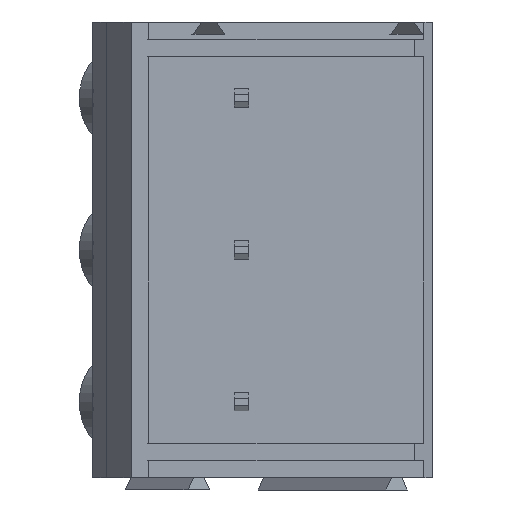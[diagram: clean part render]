
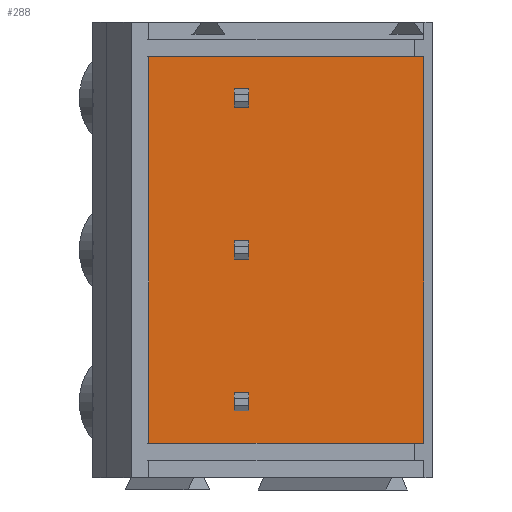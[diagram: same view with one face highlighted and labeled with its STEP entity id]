
A CAD part, front view. The second image highlights one B-rep face of the part: STEP entity #288.
In plain terms, the highlighted planar face has unit normal (0, -1, 0).
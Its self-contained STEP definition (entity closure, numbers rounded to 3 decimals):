
#288 = ADVANCED_FACE( '', ( #685, #686, #687, #688 ), #689, .T. );
#685 = FACE_BOUND( '', #1201, .T. );
#686 = FACE_BOUND( '', #1202, .T. );
#687 = FACE_BOUND( '', #1203, .T. );
#688 = FACE_OUTER_BOUND( '', #1204, .T. );
#689 = PLANE( '', #1205 );
#1201 = EDGE_LOOP( '', ( #1994, #1995, #1996, #1997 ) );
#1202 = EDGE_LOOP( '', ( #1998, #1999, #2000, #2001 ) );
#1203 = EDGE_LOOP( '', ( #2002, #2003, #2004, #2005 ) );
#1204 = EDGE_LOOP( '', ( #2006, #2007, #2008, #2009 ) );
#1205 = AXIS2_PLACEMENT_3D( '', #2010, #2011, #2012 );
#1994 = ORIENTED_EDGE( '', *, *, #3227, .F. );
#1995 = ORIENTED_EDGE( '', *, *, #3228, .F. );
#1996 = ORIENTED_EDGE( '', *, *, #3184, .F. );
#1997 = ORIENTED_EDGE( '', *, *, #3229, .F. );
#1998 = ORIENTED_EDGE( '', *, *, #3230, .F. );
#1999 = ORIENTED_EDGE( '', *, *, #3041, .F. );
#2000 = ORIENTED_EDGE( '', *, *, #3212, .F. );
#2001 = ORIENTED_EDGE( '', *, *, #3231, .F. );
#2002 = ORIENTED_EDGE( '', *, *, #3188, .F. );
#2003 = ORIENTED_EDGE( '', *, *, #3132, .F. );
#2004 = ORIENTED_EDGE( '', *, *, #3232, .F. );
#2005 = ORIENTED_EDGE( '', *, *, #3233, .F. );
#2006 = ORIENTED_EDGE( '', *, *, #3128, .T. );
#2007 = ORIENTED_EDGE( '', *, *, #3170, .T. );
#2008 = ORIENTED_EDGE( '', *, *, #3234, .F. );
#2009 = ORIENTED_EDGE( '', *, *, #3235, .T. );
#2010 = CARTESIAN_POINT( '', ( 445.322, 32.361, 58.583 ) );
#2011 = DIRECTION( '', ( 0., -1., 0. ) );
#2012 = DIRECTION( '', ( 1., 0., 0. ) );
#3041 = EDGE_CURVE( '', #3643, #3646, #3647, .T. );
#3128 = EDGE_CURVE( '', #3794, #3792, #3795, .T. );
#3132 = EDGE_CURVE( '', #3798, #3801, #3802, .T. );
#3170 = EDGE_CURVE( '', #3792, #3860, #3862, .T. );
#3184 = EDGE_CURVE( '', #3879, #3882, #3883, .T. );
#3188 = EDGE_CURVE( '', #3801, #3888, #3889, .T. );
#3212 = EDGE_CURVE( '', #3920, #3643, #3923, .T. );
#3227 = EDGE_CURVE( '', #3945, #3946, #3947, .T. );
#3228 = EDGE_CURVE( '', #3882, #3945, #3948, .T. );
#3229 = EDGE_CURVE( '', #3946, #3879, #3949, .T. );
#3230 = EDGE_CURVE( '', #3646, #3950, #3951, .T. );
#3231 = EDGE_CURVE( '', #3950, #3920, #3952, .T. );
#3232 = EDGE_CURVE( '', #3953, #3798, #3954, .T. );
#3233 = EDGE_CURVE( '', #3888, #3953, #3955, .T. );
#3234 = EDGE_CURVE( '', #3956, #3860, #3957, .T. );
#3235 = EDGE_CURVE( '', #3956, #3794, #3958, .T. );
#3643 = VERTEX_POINT( '', #4487 );
#3646 = VERTEX_POINT( '', #4491 );
#3647 = LINE( '', #4492, #4493 );
#3792 = VERTEX_POINT( '', #4704 );
#3794 = VERTEX_POINT( '', #4707 );
#3795 = LINE( '', #4708, #4709 );
#3798 = VERTEX_POINT( '', #4713 );
#3801 = VERTEX_POINT( '', #4717 );
#3802 = LINE( '', #4718, #4719 );
#3860 = VERTEX_POINT( '', #4805 );
#3862 = LINE( '', #4808, #4809 );
#3879 = VERTEX_POINT( '', #4833 );
#3882 = VERTEX_POINT( '', #4837 );
#3883 = LINE( '', #4838, #4839 );
#3888 = VERTEX_POINT( '', #4846 );
#3889 = LINE( '', #4847, #4848 );
#3920 = VERTEX_POINT( '', #4896 );
#3923 = LINE( '', #4900, #4901 );
#3945 = VERTEX_POINT( '', #4933 );
#3946 = VERTEX_POINT( '', #4934 );
#3947 = LINE( '', #4935, #4936 );
#3948 = LINE( '', #4937, #4938 );
#3949 = LINE( '', #4939, #4940 );
#3950 = VERTEX_POINT( '', #4941 );
#3951 = LINE( '', #4942, #4943 );
#3952 = LINE( '', #4944, #4945 );
#3953 = VERTEX_POINT( '', #4946 );
#3954 = LINE( '', #4947, #4948 );
#3955 = LINE( '', #4949, #4950 );
#3956 = VERTEX_POINT( '', #4951 );
#3957 = LINE( '', #4952, #4953 );
#3958 = LINE( '', #4954, #4955 );
#4487 = CARTESIAN_POINT( '', ( 435.975, 32.361, 47.783 ) );
#4491 = CARTESIAN_POINT( '', ( 435.975, 32.361, 46.883 ) );
#4492 = CARTESIAN_POINT( '', ( 435.975, 32.361, 58.583 ) );
#4493 = VECTOR( '', #5560, 1000. );
#4704 = CARTESIAN_POINT( '', ( 431.284, 32.361, 56.883 ) );
#4707 = CARTESIAN_POINT( '', ( 445.322, 32.361, 56.883 ) );
#4708 = CARTESIAN_POINT( '', ( 444.228, 32.361, 56.883 ) );
#4709 = VECTOR( '', #5631, 1000. );
#4713 = CARTESIAN_POINT( '', ( 435.975, 32.361, 55.283 ) );
#4717 = CARTESIAN_POINT( '', ( 435.975, 32.361, 54.383 ) );
#4718 = CARTESIAN_POINT( '', ( 435.975, 32.361, 58.583 ) );
#4719 = VECTOR( '', #5634, 1000. );
#4805 = CARTESIAN_POINT( '', ( 431.284, 32.361, 37.783 ) );
#4808 = CARTESIAN_POINT( '', ( 431.284, 32.361, 36.083 ) );
#4809 = VECTOR( '', #5664, 1000. );
#4833 = CARTESIAN_POINT( '', ( 436.675, 32.361, 40.283 ) );
#4837 = CARTESIAN_POINT( '', ( 435.975, 32.361, 40.283 ) );
#4838 = CARTESIAN_POINT( '', ( 445.322, 32.361, 40.283 ) );
#4839 = VECTOR( '', #5676, 1000. );
#4846 = CARTESIAN_POINT( '', ( 436.675, 32.361, 54.383 ) );
#4847 = CARTESIAN_POINT( '', ( 445.322, 32.361, 54.383 ) );
#4848 = VECTOR( '', #5679, 1000. );
#4896 = CARTESIAN_POINT( '', ( 436.675, 32.361, 47.783 ) );
#4900 = CARTESIAN_POINT( '', ( 445.322, 32.361, 47.783 ) );
#4901 = VECTOR( '', #5698, 1000. );
#4933 = CARTESIAN_POINT( '', ( 435.975, 32.361, 39.383 ) );
#4934 = CARTESIAN_POINT( '', ( 436.675, 32.361, 39.383 ) );
#4935 = CARTESIAN_POINT( '', ( 445.322, 32.361, 39.383 ) );
#4936 = VECTOR( '', #5709, 1000. );
#4937 = CARTESIAN_POINT( '', ( 435.975, 32.361, 58.583 ) );
#4938 = VECTOR( '', #5710, 1000. );
#4939 = CARTESIAN_POINT( '', ( 436.675, 32.361, 58.583 ) );
#4940 = VECTOR( '', #5711, 1000. );
#4941 = CARTESIAN_POINT( '', ( 436.675, 32.361, 46.883 ) );
#4942 = CARTESIAN_POINT( '', ( 445.322, 32.361, 46.883 ) );
#4943 = VECTOR( '', #5712, 1000. );
#4944 = CARTESIAN_POINT( '', ( 436.675, 32.361, 58.583 ) );
#4945 = VECTOR( '', #5713, 1000. );
#4946 = CARTESIAN_POINT( '', ( 436.675, 32.361, 55.283 ) );
#4947 = CARTESIAN_POINT( '', ( 445.322, 32.361, 55.283 ) );
#4948 = VECTOR( '', #5714, 1000. );
#4949 = CARTESIAN_POINT( '', ( 436.675, 32.361, 58.583 ) );
#4950 = VECTOR( '', #5715, 1000. );
#4951 = CARTESIAN_POINT( '', ( 445.322, 32.361, 37.783 ) );
#4952 = CARTESIAN_POINT( '', ( 444.228, 32.361, 37.783 ) );
#4953 = VECTOR( '', #5716, 1000. );
#4954 = CARTESIAN_POINT( '', ( 445.322, 32.361, 36.083 ) );
#4955 = VECTOR( '', #5717, 1000. );
#5560 = DIRECTION( '', ( 0., 0., -1. ) );
#5631 = DIRECTION( '', ( -1., 0., 0. ) );
#5634 = DIRECTION( '', ( 0., 0., -1. ) );
#5664 = DIRECTION( '', ( 0., 0., -1. ) );
#5676 = DIRECTION( '', ( -1., 0., 0. ) );
#5679 = DIRECTION( '', ( 1., 0., 0. ) );
#5698 = DIRECTION( '', ( -1., 0., 0. ) );
#5709 = DIRECTION( '', ( 1., 0., 0. ) );
#5710 = DIRECTION( '', ( 0., 0., -1. ) );
#5711 = DIRECTION( '', ( 0., 0., 1. ) );
#5712 = DIRECTION( '', ( 1., 0., 0. ) );
#5713 = DIRECTION( '', ( 0., 0., 1. ) );
#5714 = DIRECTION( '', ( -1., 0., 0. ) );
#5715 = DIRECTION( '', ( 0., 0., 1. ) );
#5716 = DIRECTION( '', ( -1., 0., 0. ) );
#5717 = DIRECTION( '', ( 0., 0., 1. ) );
